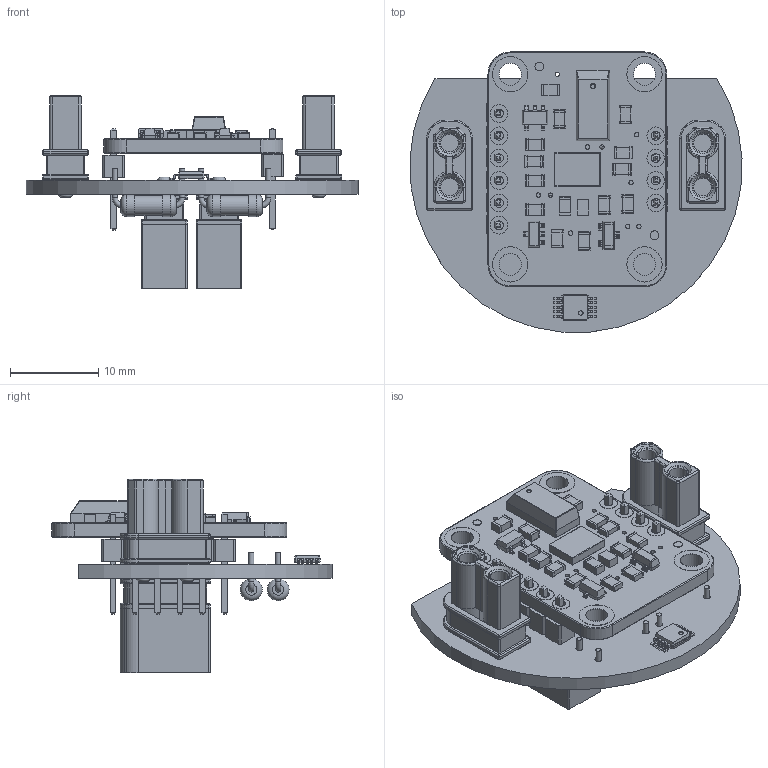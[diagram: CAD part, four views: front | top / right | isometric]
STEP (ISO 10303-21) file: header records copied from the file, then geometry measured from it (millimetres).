
FILE_DESCRIPTION(('KiCad electronic assembly'),'2;1');
FILE_NAME('Helios_IMU_M.step','2024-08-15T02:02:05',('Pcbnew'),('Kicad') ,'Open CASCADE STEP processor 7.8','KiCad to STEP converter','Unknown' );
FILE_SCHEMA(('AUTOMOTIVE_DESIGN { 1 0 10303 214 1 1 1 1 }'));
Length unit declared in the file: millimetre
Products named in the file (12): Helios_IMU_M 1; Amass_XT30UPB-F; ASSEMBLY; Adafruit_BNO055_AP214_pin; (Sin guardar); MSOP-10_3x3mm_P0.5mm; MSOP_10_3x3mm_P05mm; Amass_XT30UPB-M; R_Axial_DIN0207_L6.3mm_D2.5mm_P7.62mm_Horizontal; R_Axial_DIN0207_L63mm_D25mm_P762mm_Horizontal; Helios_IMU_M_PCB
Assembly tree (16 placements, depth 3):
  Helios_IMU_M 1
    Amass_XT30UPB-F  x2
      ASSEMBLY
    Adafruit_BNO055_AP214_pin
      (Sin guardar)
    MSOP-10_3x3mm_P0.5mm
      MSOP_10_3x3mm_P05mm
    Amass_XT30UPB-M  x2
      ASSEMBLY
    R_Axial_DIN0207_L6.3mm_D2.5mm_P7.62mm_Horizontal  x4
      R_Axial_DIN0207_L63mm_D25mm_P762mm_Horizontal
    Helios_IMU_M_PCB
Bounding box: 37.7 x 31.8 x 22 mm (x, y, z)
Volume: 3671.5 mm3; surface area: 8335.3 mm2
Topology: 114 solids, 114 shells, 1916 faces, 4392 edges, 2711 vertices
Faces by surface type: plane 1124, cylinder 547, torus 121, bspline 54, sphere 46, revolution 16, cone 8
Full cylindrical faces by diameter (mm): 0.5 x16, 0.6 x8, 0.8 x8, 1 x42, 1.5 x8, 2 x28, 2.25 x4, 2.4 x8, 2.5 x20, 2.7 x8, 4 x8
Entity records: 54156 total; most frequent: CARTESIAN_POINT 12335, DIRECTION 7347, ORIENTED_EDGE 7038, EDGE_CURVE 3519, LINE 2527, VECTOR 2527, AXIS2_PLACEMENT_3D 2406, VERTEX_POINT 2216
